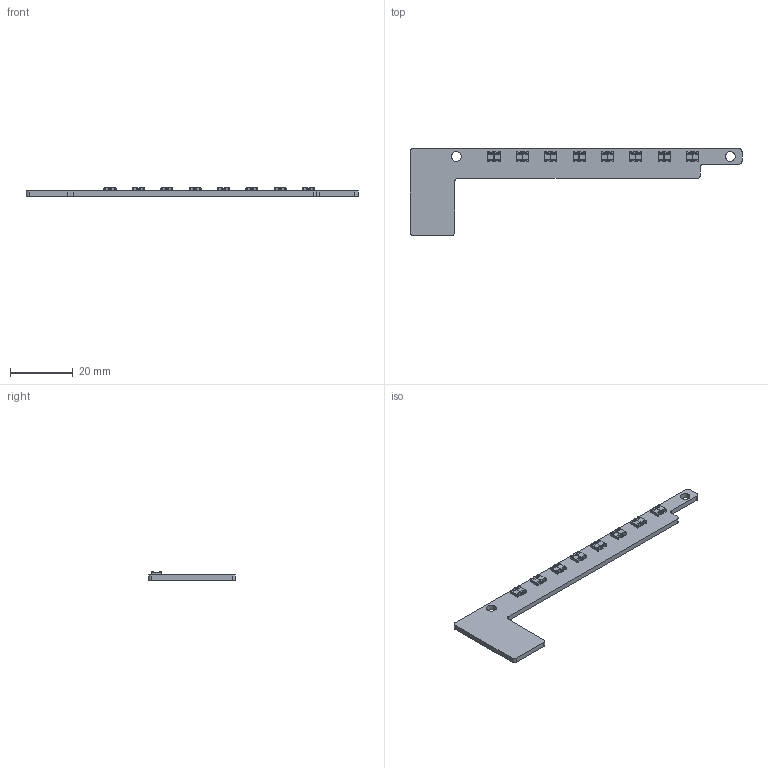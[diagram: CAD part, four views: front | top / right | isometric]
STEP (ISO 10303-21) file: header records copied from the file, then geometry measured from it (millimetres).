
FILE_DESCRIPTION(('FreeCAD Model'),'2;1');
FILE_NAME('qPCR-photoarray.step','2020-07-08T13:17:48',('Author'),(''), 'Open CASCADE STEP processor 7.3','FreeCAD','Unknown');
FILE_SCHEMA(('AUTOMOTIVE_DESIGN { 1 0 10303 214 1 1 1 1 }'));
Length unit declared in the file: millimetre
Products named in the file (23): qPCR-photoarray; Board_Geoms_ba96; Local_CS_ba96; Pcb_ba96; PCB_Sketch_ba96; Step_Models_ba96; Top_ba96; D1_D_1206_5ED828C2[2]; D2_D_1206_5ED828DA[2]; D3_D_1206_5ED828F2[2]; D4_D_1206_5ED8290A[2]; D5_D_1206_5ED82922[2]; D6_D_1206_5ED8293A[2]; D7_D_1206_5ED8532A[2]; D8_D_1206_5ED8296A[2]; D9_D_1206_5ED82982[2]; D10_D_1206_5ED8299A[2]; D11_D_1206_5ED829B2[2]; D12_D_1206_5ED829CA[2]; D13_D_1206_5ED829E2[2]; D14_D_1206_5ED829FA[2]; D15_D_1206_5ED863AA[2]; D16_D_1206_5ED82A2A[2]
Assembly tree (22 placements, depth 4):
  qPCR-photoarray
    Board_Geoms_ba96
      Local_CS_ba96
      Pcb_ba96
      PCB_Sketch_ba96
    Step_Models_ba96
      Top_ba96
        D1_D_1206_5ED828C2[2]
        D2_D_1206_5ED828DA[2]
        D3_D_1206_5ED828F2[2]
        D4_D_1206_5ED8290A[2]
        D5_D_1206_5ED82922[2]
        D6_D_1206_5ED8293A[2]
        D7_D_1206_5ED8532A[2]
        D8_D_1206_5ED8296A[2]
        D9_D_1206_5ED82982[2]
        D10_D_1206_5ED8299A[2]
        D11_D_1206_5ED829B2[2]
        D12_D_1206_5ED829CA[2]
        D13_D_1206_5ED829E2[2]
        D14_D_1206_5ED829FA[2]
        D15_D_1206_5ED863AA[2]
        D16_D_1206_5ED82A2A[2]
Bounding box: 105.44 x 27.58 x 2.56 mm (x, y, z)
Volume: 1974.4 mm3; surface area: 3173.8 mm2
Topology: 17 solids, 17 shells, 644 faces, 1800 edges, 1222 vertices
Faces by surface type: plane 410, cylinder 234
Full cylindrical faces by diameter (mm): 3.1 x2
Entity records: 26037 total; most frequent: CARTESIAN_POINT 4587, ORIENTED_EDGE 3564, DIRECTION 3356, EDGE_CURVE 1782, LINE 1322, VECTOR 1322, VERTEX_POINT 1188, AXIS2_PLACEMENT_3D 1017
